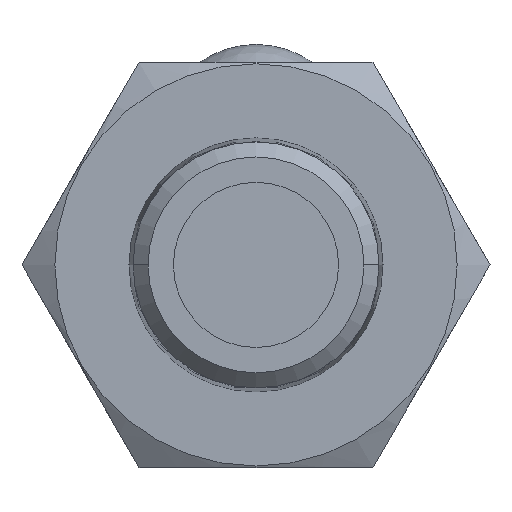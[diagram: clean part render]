
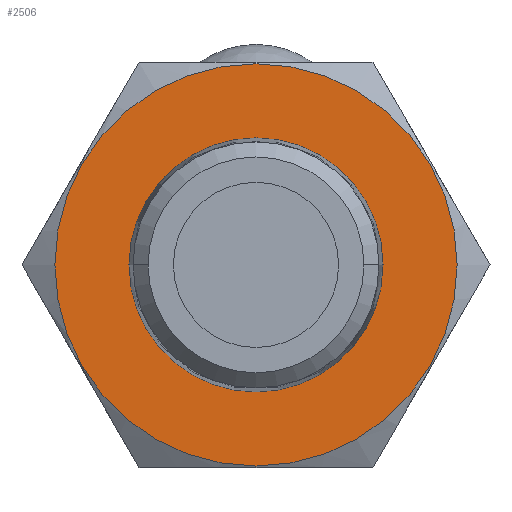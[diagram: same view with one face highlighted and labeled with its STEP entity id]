
A CAD part, front view. The second image highlights one B-rep face of the part: STEP entity #2506.
In plain terms, the highlighted planar face has unit normal (0, -1, 0).
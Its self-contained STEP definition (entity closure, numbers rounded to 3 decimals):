
#81 = ORIENTED_EDGE ( 'NONE', *, *, #2024, .T. ) ;
#82 = ORIENTED_EDGE ( 'NONE', *, *, #2302, .T. ) ;
#83 = ORIENTED_EDGE ( 'NONE', *, *, #2046, .F. ) ;
#84 = ORIENTED_EDGE ( 'NONE', *, *, #2038, .F. ) ;
#572 = FACE_OUTER_BOUND ( 'NONE', #1303, .T. ) ;
#573 = FACE_BOUND ( 'NONE', #1306, .T. ) ;
#840 = CARTESIAN_POINT ( 'NONE',  ( 0., 11.5, -13.4 ) ) ;
#856 = CARTESIAN_POINT ( 'NONE',  ( 0., 11.5, 13.4 ) ) ;
#871 = CARTESIAN_POINT ( 'NONE',  ( -8.462, 11.5, 0. ) ) ;
#878 = CARTESIAN_POINT ( 'NONE',  ( 0., 11.5, 0. ) ) ;
#879 = DIRECTION ( 'NONE',  ( 0., 1., 0. ) ) ;
#880 = DIRECTION ( 'NONE',  ( -1., 0., 0. ) ) ;
#923 = CARTESIAN_POINT ( 'NONE',  ( 0., 11.5, 0. ) ) ;
#924 = DIRECTION ( 'NONE',  ( 0., 1., 0. ) ) ;
#925 = DIRECTION ( 'NONE',  ( 1., 0., 0. ) ) ;
#954 = CARTESIAN_POINT ( 'NONE',  ( 0., 11.5, 0. ) ) ;
#955 = DIRECTION ( 'NONE',  ( 0., 1., 0. ) ) ;
#956 = DIRECTION ( 'NONE',  ( 1., 0., 0. ) ) ;
#1303 = EDGE_LOOP ( 'NONE', ( #84, #83 ) ) ;
#1306 = EDGE_LOOP ( 'NONE', ( #82, #81 ) ) ;
#1342 = VERTEX_POINT ( 'NONE', #840 ) ;
#1358 = VERTEX_POINT ( 'NONE', #856 ) ;
#1373 = VERTEX_POINT ( 'NONE', #871 ) ;
#1418 = CIRCLE ( 'NONE', #1430, 8.462 ) ;
#1430 = AXIS2_PLACEMENT_3D ( 'NONE', #1713, #1714, #1715 ) ;
#1713 = CARTESIAN_POINT ( 'NONE',  ( 0., 11.5, 0. ) ) ;
#1714 = DIRECTION ( 'NONE',  ( 0., 1., 0. ) ) ;
#1715 = DIRECTION ( 'NONE',  ( -1., 0., 0. ) ) ;
#1816 = CARTESIAN_POINT ( 'NONE',  ( 8.462, 11.5, 0. ) ) ;
#1890 = PLANE ( 'NONE',  #2535 ) ;
#1891 = CARTESIAN_POINT ( 'NONE',  ( 8.462, 11.5, 0. ) ) ;
#1892 = DIRECTION ( 'NONE',  ( 0., -1., 0. ) ) ;
#1893 = DIRECTION ( 'NONE',  ( 1., 0., 0. ) ) ;
#2024 = EDGE_CURVE ( 'NONE', #2429, #1373, #2189, .T. ) ;
#2038 = EDGE_CURVE ( 'NONE', #1342, #1358, #2160, .T. ) ;
#2046 = EDGE_CURVE ( 'NONE', #1358, #1342, #2148, .T. ) ;
#2141 = AXIS2_PLACEMENT_3D ( 'NONE', #954, #955, #956 ) ;
#2148 = CIRCLE ( 'NONE', #2141, 13.4 ) ;
#2158 = AXIS2_PLACEMENT_3D ( 'NONE', #923, #924, #925 ) ;
#2160 = CIRCLE ( 'NONE', #2158, 13.4 ) ;
#2188 = AXIS2_PLACEMENT_3D ( 'NONE', #878, #879, #880 ) ;
#2189 = CIRCLE ( 'NONE', #2188, 8.462 ) ;
#2302 = EDGE_CURVE ( 'NONE', #1373, #2429, #1418, .T. ) ;
#2429 = VERTEX_POINT ( 'NONE', #1816 ) ;
#2506 = ADVANCED_FACE ( 'NONE', ( #572, #573 ), #1890, .T. ) ;
#2535 = AXIS2_PLACEMENT_3D ( 'NONE', #1891, #1892, #1893 ) ;
